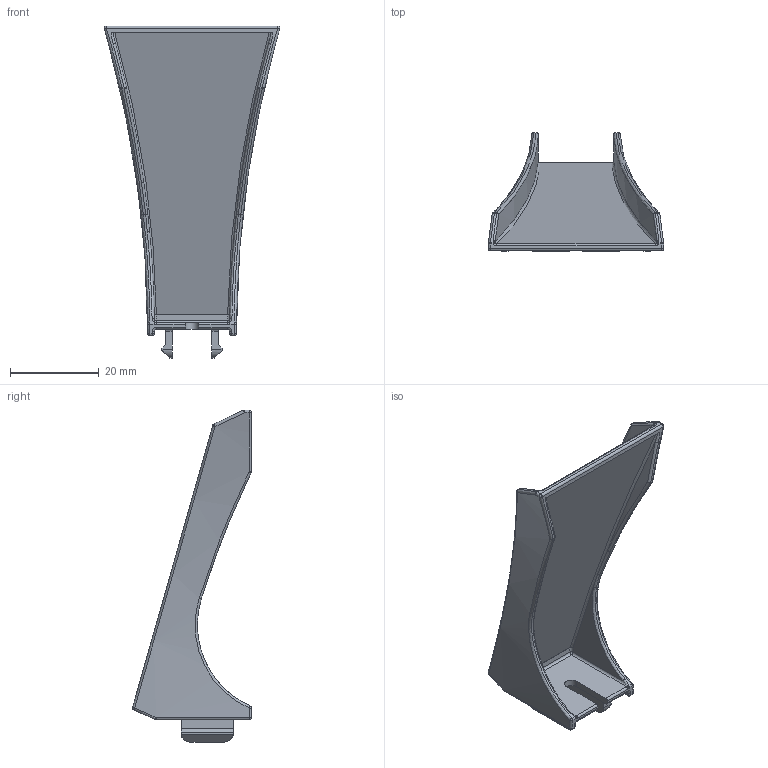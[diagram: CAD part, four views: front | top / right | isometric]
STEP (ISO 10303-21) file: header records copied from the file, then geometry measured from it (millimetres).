
FILE_DESCRIPTION (( 'STEP AP203' ), '1' );
FILE_NAME ('10-00768-001a.step', '2014-04-13T23:21:19', ( 'Nicholas Morozovsky' ), ( '' ), 'SwSTEP 2.0', 'SolidWorks 2012', '' );
FILE_SCHEMA (( 'CONFIG_CONTROL_DESIGN' ));
Length unit declared in the file: millimetre
Products named in the file (1): 10-00768-001a
Bounding box: 39.67 x 26.86 x 75 mm (x, y, z)
Volume: 5646.4 mm3; surface area: 7699.4 mm2
Topology: 1 solids, 1 shells, 186 faces, 432 edges, 228 vertices
Faces by surface type: cylinder 59, bspline 40, plane 37, sphere 34, torus 16
Entity records: 6075 total; most frequent: CARTESIAN_POINT 2247, ORIENTED_EDGE 812, DIRECTION 780, EDGE_CURVE 406, AXIS2_PLACEMENT_3D 325, VERTEX_POINT 224, EDGE_LOOP 188, FACE_OUTER_BOUND 186
